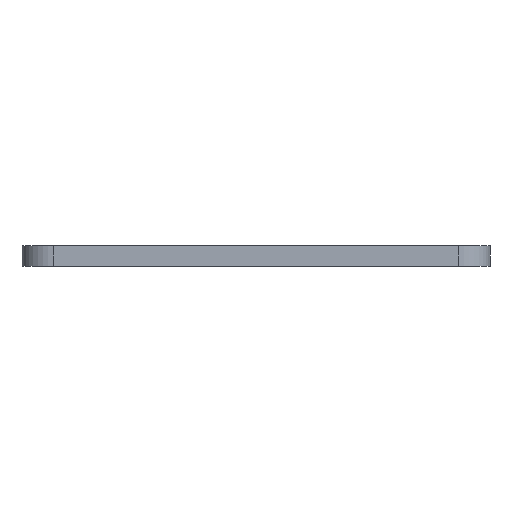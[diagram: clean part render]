
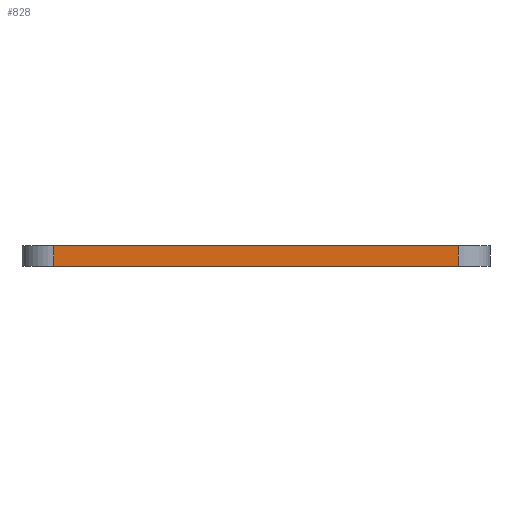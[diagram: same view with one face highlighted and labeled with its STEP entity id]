
A CAD part, left-side view. The second image highlights one B-rep face of the part: STEP entity #828.
In plain terms, the highlighted planar face has unit normal (-1, 0, 0).
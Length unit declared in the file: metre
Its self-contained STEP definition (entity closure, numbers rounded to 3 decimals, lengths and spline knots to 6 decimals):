
#112=ORIENTED_EDGE('',*,*,#327,.F.);
#113=ORIENTED_EDGE('',*,*,#328,.T.);
#114=ORIENTED_EDGE('',*,*,#301,.F.);
#115=ORIENTED_EDGE('',*,*,#329,.T.);
#301=EDGE_CURVE('',#413,#414,#490,.T.);
#327=EDGE_CURVE('',#436,#437,#501,.T.);
#328=EDGE_CURVE('',#436,#414,#502,.T.);
#329=EDGE_CURVE('',#413,#437,#503,.F.);
#413=VERTEX_POINT('',#1221);
#414=VERTEX_POINT('',#1223);
#436=VERTEX_POINT('',#1281);
#437=VERTEX_POINT('',#1282);
#490=LINE('',#1222,#578);
#501=LINE('',#1280,#589);
#502=LINE('',#1283,#590);
#503=LINE('',#1284,#591);
#578=VECTOR('',#975,1.);
#589=VECTOR('',#1036,1.);
#590=VECTOR('',#1037,1.);
#591=VECTOR('',#1038,1.);
#668=EDGE_LOOP('',(#112,#113,#114,#115));
#742=FACE_BOUND('',#668,.T.);
#792=PLANE('',#901);
#828=ADVANCED_FACE('',(#742),#792,.T.);
#901=AXIS2_PLACEMENT_3D('',#1279,#1034,#1035);
#975=DIRECTION('',(0.,1.,0.));
#1034=DIRECTION('',(-1.,0.,0.));
#1035=DIRECTION('',(0.,0.,1.));
#1036=DIRECTION('',(0.,-1.,0.));
#1037=DIRECTION('',(0.,0.,-1.));
#1038=DIRECTION('',(0.,0.,-1.));
#1221=CARTESIAN_POINT('',(-0.038371,-0.031907,0.));
#1222=CARTESIAN_POINT('',(-0.038371,0.,0.));
#1223=CARTESIAN_POINT('',(-0.038371,0.031907,0.));
#1279=CARTESIAN_POINT('',(-0.038371,0.,0.01));
#1280=CARTESIAN_POINT('',(-0.038371,0.,0.003175));
#1281=CARTESIAN_POINT('',(-0.038371,0.031907,0.003175));
#1282=CARTESIAN_POINT('',(-0.038371,-0.031907,0.003175));
#1283=CARTESIAN_POINT('',(-0.038371,0.031907,0.));
#1284=CARTESIAN_POINT('',(-0.038371,-0.031907,0.01));
